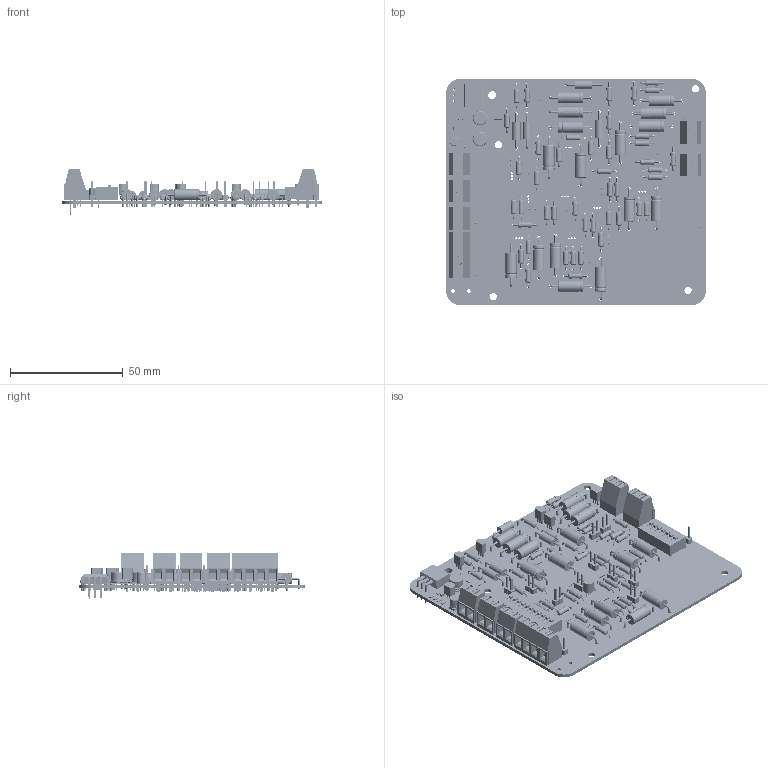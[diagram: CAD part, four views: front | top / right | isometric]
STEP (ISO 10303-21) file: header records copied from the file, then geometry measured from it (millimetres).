
FILE_DESCRIPTION(('KiCad electronic assembly'),'2;1');
FILE_NAME('Audio + Vermogen Opstelling.step','2025-11-02T22:35:49',( 'Pcbnew'),('Kicad'),'Open CASCADE STEP processor 7.9', 'KiCad to STEP converter','Unknown');
FILE_SCHEMA(('AUTOMOTIVE_DESIGN { 1 0 10303 214 1 1 1 1 }'));
Length unit declared in the file: millimetre
Products named in the file (18): Audio + Vermogen Opstelling 1; CP_Axial_L11.0mm_D5.0mm_P18.00mm_Horizontal; R_Axial_DIN0207_L6.3mm_D2.5mm_P10.16mm_Horizontal; R_0805_2012Metric; SW_DIP_SPSTx11_Slide_9.78x30.12mm_W7.62mm_P2.54mm; PinHeader_1x02_P2.54mm_Vertical; TO-92_Inline; D_DO-15_P15.24mm_Horizontal; R_2512_6332Metric; C_0805_2012Metric; PinHeader_1x01_P2.54mm_Vertical; TO-220-3_Horizontal_TabDown; TerminalBlock_Phoenix_MKDS-1,5-2_1x02_P5.00mm_Horizontal; SW_DIP_SPSTx07_Slide_9.78x19.96mm_W7.62mm_P2.54mm; CP_Elec_6.3x5.4; TerminalBlock_Phoenix_MKDS-1,5-4-5.08_1x04_P5.08mm_Horizontal; CP_Elec_4x5.4; Audio + Vermogen Opstelling_PCB
Assembly tree (107 placements, depth 2):
  Audio + Vermogen Opstelling 1
    CP_Axial_L11.0mm_D5.0mm_P18.00mm_Horizontal  x16
    R_Axial_DIN0207_L6.3mm_D2.5mm_P10.16mm_Horizontal  x44
    R_0805_2012Metric  x7
    SW_DIP_SPSTx11_Slide_9.78x30.12mm_W7.62mm_P2.54mm
    PinHeader_1x02_P2.54mm_Vertical  x10
    TO-92_Inline  x7
    D_DO-15_P15.24mm_Horizontal  x4
    R_2512_6332Metric
    C_0805_2012Metric
    PinHeader_1x01_P2.54mm_Vertical  x4
    TO-220-3_Horizontal_TabDown
    TerminalBlock_Phoenix_MKDS-1,5-2_1x02_P5.00mm_Horizontal  x5
    SW_DIP_SPSTx07_Slide_9.78x19.96mm_W7.62mm_P2.54mm
    CP_Elec_6.3x5.4  x2
    TerminalBlock_Phoenix_MKDS-1,5-4-5.08_1x04_P5.08mm_Horizontal
    CP_Elec_4x5.4
    Audio + Vermogen Opstelling_PCB
Bounding box: 114.92 x 100 x 20.13 mm (x, y, z)
Volume: 33827 mm3; surface area: 47493.4 mm2
Topology: 107 solids, 123 shells, 4469 faces, 10528 edges, 6735 vertices
Faces by surface type: plane 2806, cylinder 1210, torus 228, bspline 126, revolution 99
Full cylindrical faces by diameter (mm): 0.6 x176, 0.75 x21, 0.8 x124, 0.85 x24, 0.9 x96, 1 x24, 1.1 x3, 1.2 x40, 1.25 x32, 1.3 x14, 1.6 x2, 2.25 x44, 2.5 x88, 3.2 x4, 3.5 x1, 3.6 x8, 3.62 x4, 3.735 x1, 3.8 x14, 4 x16, 6.3 x4
Entity records: 57588 total; most frequent: CARTESIAN_POINT 9182, DIRECTION 7980, ORIENTED_EDGE 7860, EDGE_CURVE 3930, LINE 2924, VECTOR 2924, VERTEX_POINT 2546, AXIS2_PLACEMENT_3D 2524
